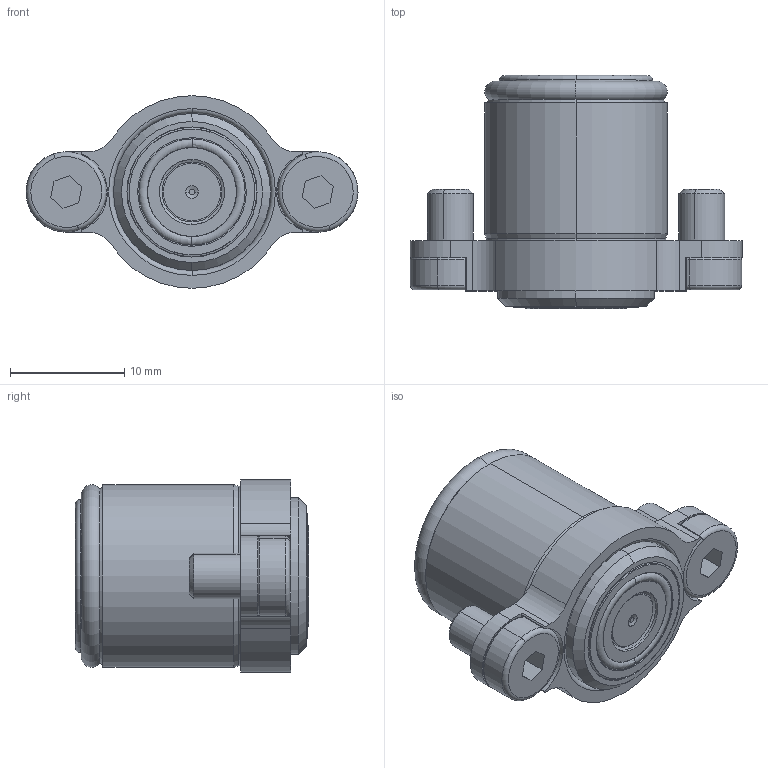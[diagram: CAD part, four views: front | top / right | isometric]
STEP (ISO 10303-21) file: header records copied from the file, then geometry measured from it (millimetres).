
FILE_DESCRIPTION (( 'STEP AP214' ), '1' );
FILE_NAME ('704 201_048-078 Durchführung f. Palette Gr.1.STEP', '2014-01-10T08:53:54', ( '' ), ( '' ), 'SwSTEP 2.0', 'SolidWorks 2013', '' );
FILE_SCHEMA (( 'AUTOMOTIVE_DESIGN' ));
Length unit declared in the file: millimetre
Products named in the file (1): 704 201_048-078 Durchführung f. Palette Gr.1
Bounding box: 29.05 x 20.39 x 16.85 mm (x, y, z)
Volume: 4317.3 mm3; surface area: 2388.7 mm2
Topology: 1 solids, 3 shells, 164 faces, 367 edges, 230 vertices
Faces by surface type: plane 53, cylinder 47, cone 38, torus 26
Entity records: 6170 total; most frequent: DIRECTION 901, CARTESIAN_POINT 762, ORIENTED_EDGE 734, AXIS2_PLACEMENT_3D 369, EDGE_CURVE 367, VERTEX_POINT 230, CIRCLE 204, EDGE_LOOP 189
